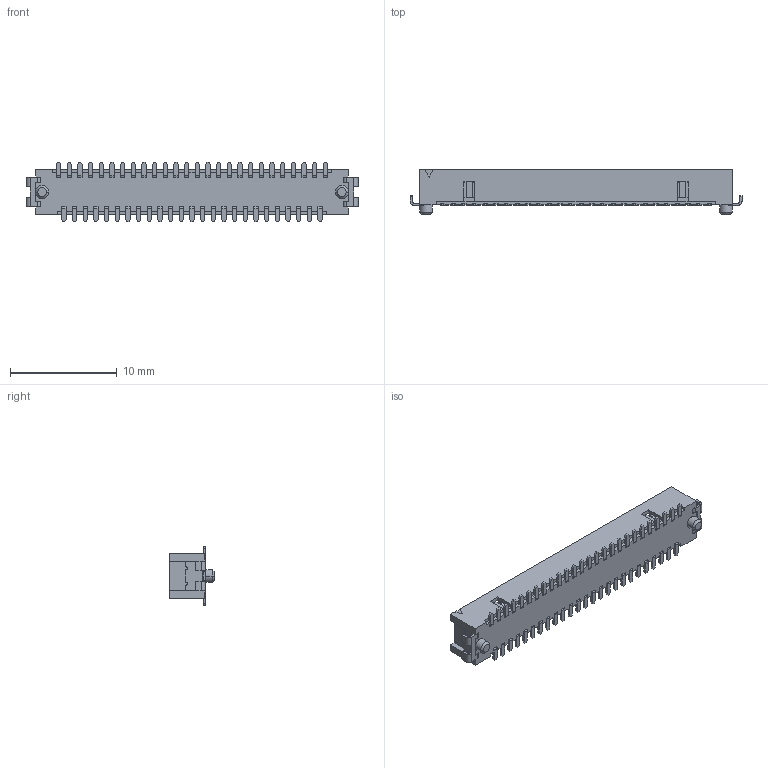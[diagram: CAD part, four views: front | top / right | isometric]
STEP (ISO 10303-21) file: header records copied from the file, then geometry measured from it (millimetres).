
FILE_DESCRIPTION((''),'2;1');
FILE_NAME('1-BTB-MUZUO','2019-12-23T',('YF-WYH'),(''),'PRO/ENGINEER BY PARAMETRIC TECHNOLOGY CORPORATION, 2010280','PRO/ENGINEER BY PARAMETRIC TECHNOLOGY CORPORATION, 2010280','');
FILE_SCHEMA(('CONFIG_CONTROL_DESIGN'));
Products named in the file (1): 1-BTB-MUZUO
Bounding box: 31.1 x 4.2 x 5.6 mm (x, y, z)
Volume: 221.6 mm3; surface area: 1168.8 mm2
Topology: 1 solids, 1 shells, 1994 faces, 5866 edges, 3840 vertices
Faces by surface type: plane 1583, cylinder 407, cone 4
Entity records: 65929 total; most frequent: CARTESIAN_POINT 12007, ORIENTED_EDGE 11732, DIRECTION 10646, EDGE_CURVE 5866, VECTOR 4934, LINE 4934, VERTEX_POINT 3840, AXIS2_PLACEMENT_3D 2856
